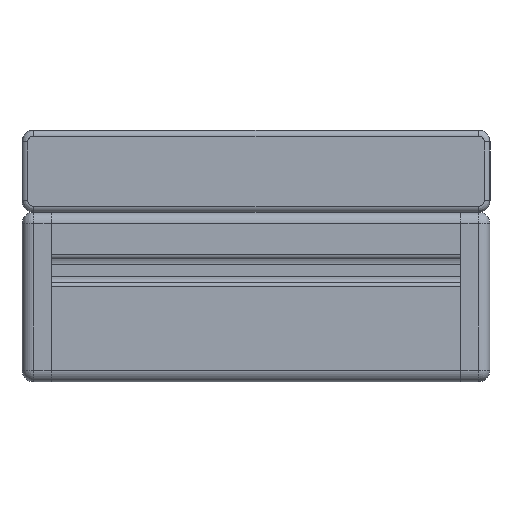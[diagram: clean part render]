
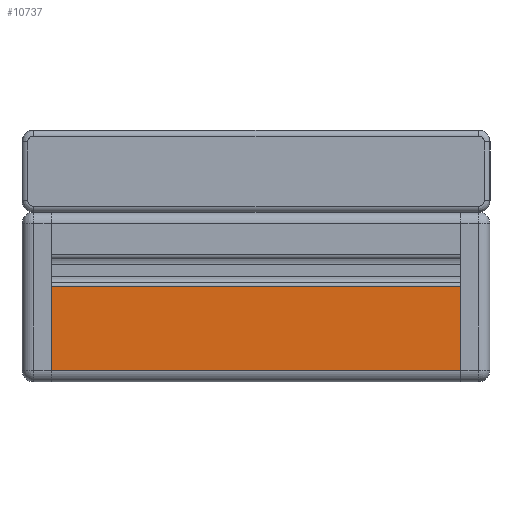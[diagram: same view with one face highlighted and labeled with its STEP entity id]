
A CAD part, left-side view. The second image highlights one B-rep face of the part: STEP entity #10737.
In plain terms, the highlighted face is planar.
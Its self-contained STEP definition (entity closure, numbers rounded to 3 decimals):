
#1068=LINE('',#18735,#1869);
#1069=LINE('',#18739,#1870);
#1070=LINE('',#18741,#1871);
#1071=LINE('',#18742,#1872);
#1869=VECTOR('',#14866,140.);
#1870=VECTOR('',#14871,28.5);
#1871=VECTOR('',#14872,140.);
#1872=VECTOR('',#14873,28.5);
#2243=PLANE('',#12100);
#3278=FACE_OUTER_BOUND('',#4042,.T.);
#4042=EDGE_LOOP('',(#9393,#9394,#9395,#9396));
#5659=VERTEX_POINT('',#18732);
#5660=VERTEX_POINT('',#18734);
#5661=VERTEX_POINT('',#18738);
#5662=VERTEX_POINT('',#18740);
#7002=EDGE_CURVE('',#5660,#5659,#1068,.T.);
#7004=EDGE_CURVE('',#5659,#5661,#1069,.T.);
#7005=EDGE_CURVE('',#5662,#5661,#1070,.T.);
#7006=EDGE_CURVE('',#5662,#5660,#1071,.T.);
#9393=ORIENTED_EDGE('',*,*,#7004,.T.);
#9394=ORIENTED_EDGE('',*,*,#7005,.F.);
#9395=ORIENTED_EDGE('',*,*,#7006,.T.);
#9396=ORIENTED_EDGE('',*,*,#7002,.T.);
#10737=ADVANCED_FACE('',(#3278),#2243,.T.);
#12100=AXIS2_PLACEMENT_3D('',#18737,#14869,#14870);
#14866=DIRECTION('',(0.,0.,1.));
#14869=DIRECTION('center_axis',(0.,1.,0.));
#14870=DIRECTION('ref_axis',(0.,0.,1.));
#14871=DIRECTION('',(1.,0.,0.));
#14872=DIRECTION('',(0.,0.,1.));
#14873=DIRECTION('',(-1.,0.,0.));
#18732=CARTESIAN_POINT('',(-32.5,58.,140.));
#18734=CARTESIAN_POINT('',(-32.5,58.,0.));
#18735=CARTESIAN_POINT('',(-32.5,58.,0.));
#18737=CARTESIAN_POINT('Origin',(-32.5,58.,0.));
#18738=CARTESIAN_POINT('',(-4.,58.,140.));
#18739=CARTESIAN_POINT('',(-32.5,58.,140.));
#18740=CARTESIAN_POINT('',(-4.,58.,0.));
#18741=CARTESIAN_POINT('',(-4.,58.,0.));
#18742=CARTESIAN_POINT('',(-4.,58.,0.));
